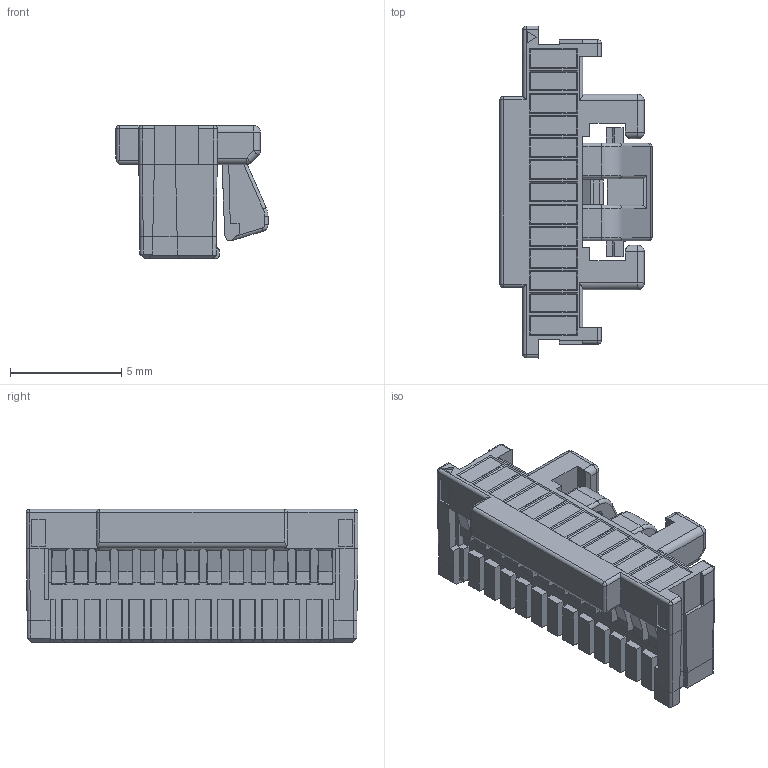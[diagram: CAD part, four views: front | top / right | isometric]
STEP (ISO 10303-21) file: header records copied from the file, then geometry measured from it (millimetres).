
FILE_DESCRIPTION(('CoCreate Modeling STEP Export'),'2;1');
FILE_NAME('DF50A-13S-1C.stp','2014-10-07T10:51:39',(''),(''),'CoCreate Modeling STEP processor for AP214 (Solid Model)','CoCreate Modeling 17.0 01-Apr-2010 (C) Parametric Technology GmbH','');
FILE_SCHEMA(('AUTOMOTIVE_DESIGN { 1 0 10303 214 1 1 1 1 }'));
Length unit declared in the file: millimetre
Products named in the file (1): DF50A-13S-1C
Bounding box: 6.85 x 14.95 x 6 mm (x, y, z)
Volume: 256.5 mm3; surface area: 491 mm2
Topology: 1 solids, 1 shells, 602 faces, 1602 edges, 1004 vertices
Faces by surface type: plane 469, cylinder 107, sphere 14, torus 8, bspline 4
Entity records: 19193 total; most frequent: CARTESIAN_POINT 4619, ORIENTED_EDGE 3176, DIRECTION 2791, EDGE_CURVE 1588, VECTOR 1299, LINE 1299, VERTEX_POINT 1004, AXIS2_PLACEMENT_3D 746
